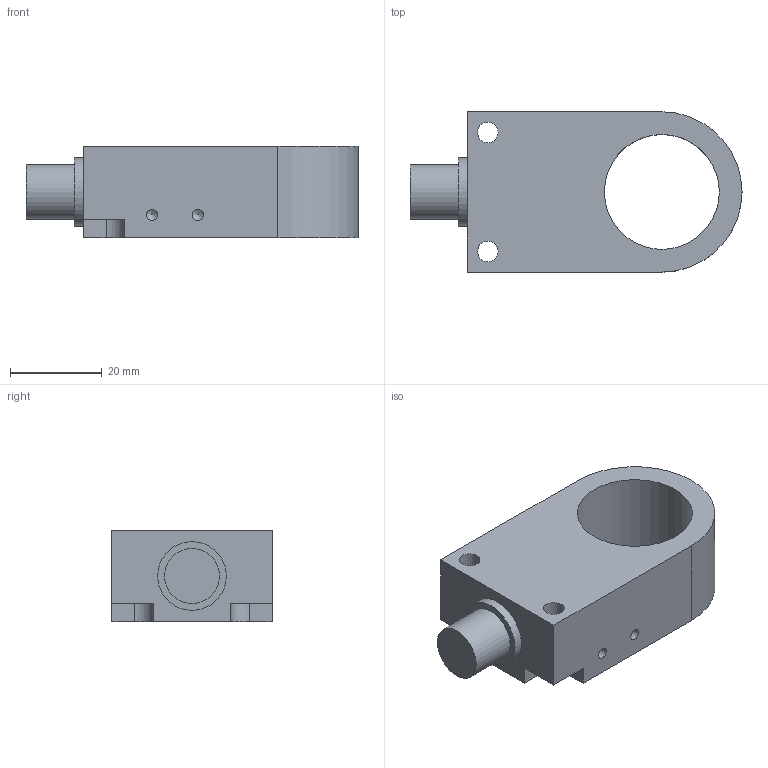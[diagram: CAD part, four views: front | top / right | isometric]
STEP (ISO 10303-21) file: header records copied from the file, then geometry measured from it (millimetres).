
FILE_DESCRIPTION((''),'2;1');
FILE_NAME('IR_25_IBS.stp','2008-06-09T11:23:33',('User'),(''),'Autodesk Inventor 10','Autodesk Inventor 10','');
FILE_SCHEMA(('AUTOMOTIVE_DESIGN { 1 0 10303 214 1 1 1 1 }'));
Length unit declared in the file: millimetre
Products named in the file (3): IR_25_IBS; SteckeranschlußM12
Assembly tree (2 placements, depth 2):
  IR_25_IBS
    IR_25_IBS
    SteckeranschlußM12
Bounding box: 72.5 x 35 x 20 mm (x, y, z)
Volume: 29873.3 mm3; surface area: 9344.9 mm2
Topology: 2 solids, 2 shells, 139 faces, 327 edges, 218 vertices
Faces by surface type: plane 123, cylinder 12, bspline 4
Full cylindrical faces by diameter (mm): 3 x1, 4.5 x2, 7 x1, 8 x2, 12 x1, 15 x1, 25.1 x1
Entity records: 3968 total; most frequent: CARTESIAN_POINT 736, ORIENTED_EDGE 620, DIRECTION 618, EDGE_CURVE 310, VECTOR 282, LINE 282, VERTEX_POINT 214, EDGE_LOOP 184
